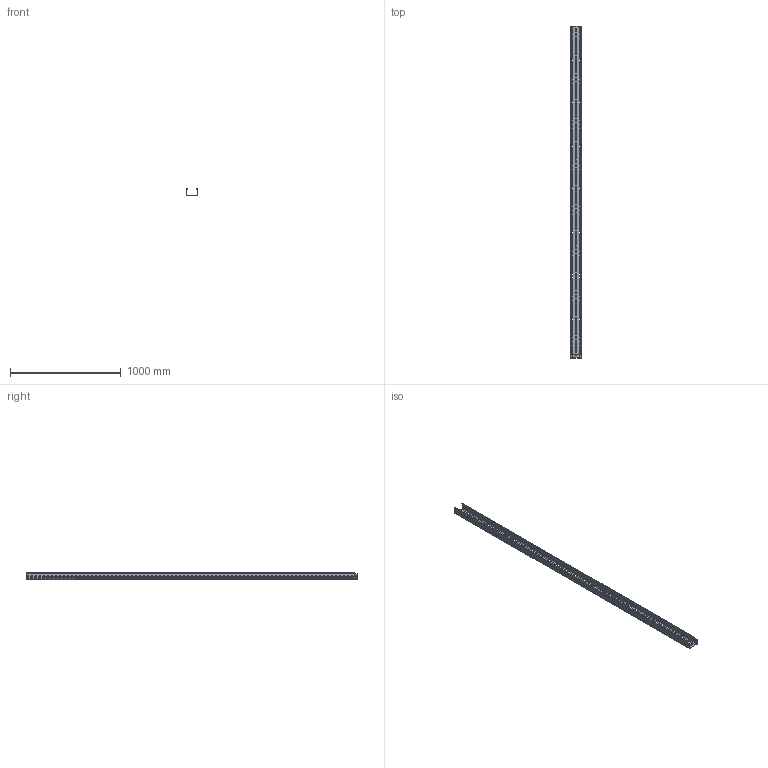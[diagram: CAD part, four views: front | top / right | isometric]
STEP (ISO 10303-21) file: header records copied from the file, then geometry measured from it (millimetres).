
FILE_DESCRIPTION(/* description */ (''),/* implementation_level */ '2;1');
FILE_NAME(/* name */ 'KCJ KCOJ100H60 3.stp',/* time_stamp */ '2020-06-22T08:05:08+02:00',/* author */ ('stanislaw.luczak'),/* organization */ (''),/* preprocessor_version */ 'ST-DEVELOPER v18.1',/* originating_system */ 'Autodesk Inventor 2021',/* authorisation */ '');
FILE_SCHEMA (('AUTOMOTIVE_DESIGN { 1 0 10303 214 3 1 1 }'));
Products named in the file (1): 100H60N_KGJ_3M
Bounding box: 102 x 3000 x 60.97 mm (x, y, z)
Volume: 618410.5 mm3; surface area: 1273708.8 mm2
Topology: 1 solids, 1 shells, 2430 faces, 7250 edges, 4820 vertices
Faces by surface type: plane 1218, cylinder 1204, torus 4, bspline 4
Entity records: 84599 total; most frequent: CARTESIAN_POINT 14533, DIRECTION 14516, ORIENTED_EDGE 14500, EDGE_CURVE 7250, AXIS2_PLACEMENT_3D 4839, LINE 4838, VECTOR 4838, VERTEX_POINT 4820
